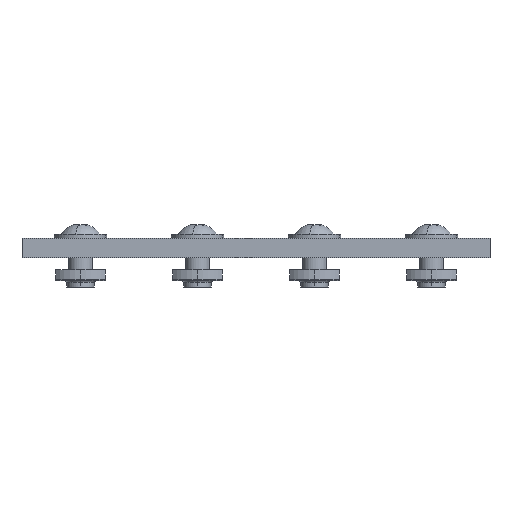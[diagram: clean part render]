
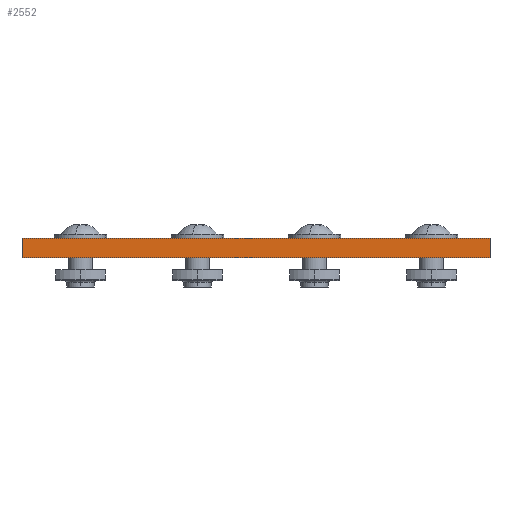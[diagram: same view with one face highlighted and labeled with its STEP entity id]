
A CAD part, front view. The second image highlights one B-rep face of the part: STEP entity #2552.
In plain terms, the highlighted planar face has unit normal (0, -1, 0).
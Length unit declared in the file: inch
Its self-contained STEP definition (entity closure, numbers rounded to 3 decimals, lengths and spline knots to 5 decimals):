
#14 = VERTEX_POINT ( 'NONE', #496 ) ;
#23 = EDGE_CURVE ( 'NONE', #14, #306, #530, .T. ) ;
#89 = ORIENTED_EDGE ( 'NONE', *, *, #2470, .T. ) ;
#201 = VERTEX_POINT ( 'NONE', #747 ) ;
#280 = EDGE_CURVE ( 'NONE', #2517, #201, #1287, .T. ) ;
#295 = ORIENTED_EDGE ( 'NONE', *, *, #1303, .F. ) ;
#306 = VERTEX_POINT ( 'NONE', #1470 ) ;
#496 = CARTESIAN_POINT ( 'NONE',  ( 0., 0., 0.25 ) ) ;
#530 = LINE ( 'NONE', #531, #532 ) ;
#531 = CARTESIAN_POINT ( 'NONE',  ( 0., 0., 0.25 ) ) ;
#532 = VECTOR ( 'NONE', #533, 39.37008 ) ;
#533 = DIRECTION ( 'NONE',  ( 0., 0., -1. ) ) ;
#747 = CARTESIAN_POINT ( 'NONE',  ( 6., 0., 0. ) ) ;
#835 = LINE ( 'NONE', #836, #837 ) ;
#836 = CARTESIAN_POINT ( 'NONE',  ( 0., 0., 0. ) ) ;
#837 = VECTOR ( 'NONE', #838, 39.37008 ) ;
#838 = DIRECTION ( 'NONE',  ( 1., 0., 0. ) ) ;
#1007 = LINE ( 'NONE', #1008, #1009 ) ;
#1008 = CARTESIAN_POINT ( 'NONE',  ( 0., 0., 0.25 ) ) ;
#1009 = VECTOR ( 'NONE', #1010, 39.37008 ) ;
#1010 = DIRECTION ( 'NONE',  ( 1., 0., 0. ) ) ;
#1210 = CARTESIAN_POINT ( 'NONE',  ( 6., 0., 0.25 ) ) ;
#1287 = LINE ( 'NONE', #1288, #1289 ) ;
#1288 = CARTESIAN_POINT ( 'NONE',  ( 6., 0., 0.25 ) ) ;
#1289 = VECTOR ( 'NONE', #1290, 39.37008 ) ;
#1290 = DIRECTION ( 'NONE',  ( 0., 0., -1. ) ) ;
#1303 = EDGE_CURVE ( 'NONE', #14, #2517, #1007, .T. ) ;
#1394 = FACE_OUTER_BOUND ( 'NONE', #2499, .T. ) ;
#1395 = PLANE ( 'NONE',  #1396 ) ;
#1396 = AXIS2_PLACEMENT_3D ( 'NONE', #1397, #1398, #1399 ) ;
#1397 = CARTESIAN_POINT ( 'NONE',  ( 0., 0., 0.25 ) ) ;
#1398 = DIRECTION ( 'NONE',  ( 0., 1., 0. ) ) ;
#1399 = DIRECTION ( 'NONE',  ( -1., 0., 0. ) ) ;
#1470 = CARTESIAN_POINT ( 'NONE',  ( 0., 0., 0. ) ) ;
#1753 = ORIENTED_EDGE ( 'NONE', *, *, #23, .T. ) ;
#1991 = ORIENTED_EDGE ( 'NONE', *, *, #280, .F. ) ;
#2470 = EDGE_CURVE ( 'NONE', #306, #201, #835, .T. ) ;
#2499 = EDGE_LOOP ( 'NONE', ( #89, #1991, #295, #1753 ) ) ;
#2517 = VERTEX_POINT ( 'NONE', #1210 ) ;
#2552 = ADVANCED_FACE ( 'NONE', ( #1394 ), #1395, .F. ) ;
